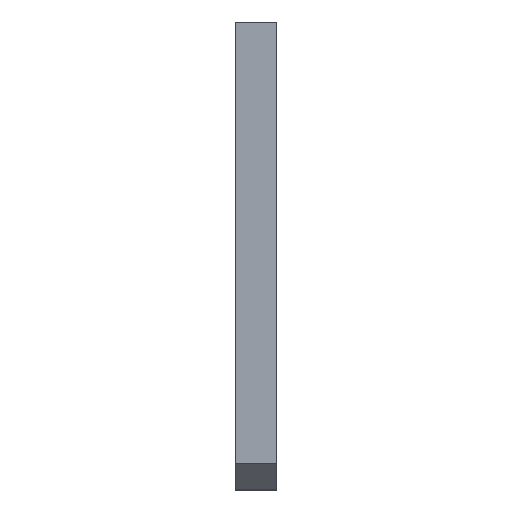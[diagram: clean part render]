
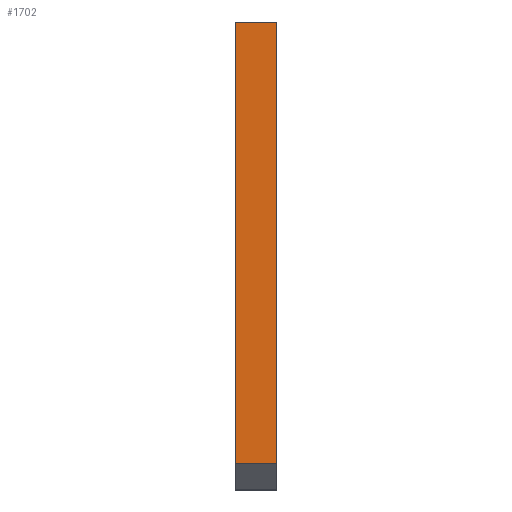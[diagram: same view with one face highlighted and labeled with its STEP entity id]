
A CAD part, left-side view. The second image highlights one B-rep face of the part: STEP entity #1702.
In plain terms, the highlighted planar face has unit normal (-1, 0, 0).
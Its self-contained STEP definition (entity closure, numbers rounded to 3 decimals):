
#34 = ORIENTED_EDGE ( 'NONE', *, *, #573, .F. ) ;
#58 = ORIENTED_EDGE ( 'NONE', *, *, #226, .F. ) ;
#96 = VECTOR ( 'NONE', #510, 1000. ) ;
#185 = VERTEX_POINT ( 'NONE', #1187 ) ;
#193 = DIRECTION ( 'NONE',  ( 1., 0., 0. ) ) ;
#200 = EDGE_CURVE ( 'NONE', #1576, #1015, #1634, .T. ) ;
#226 = EDGE_CURVE ( 'NONE', #683, #185, #1380, .T. ) ;
#328 = VECTOR ( 'NONE', #1317, 1000. ) ;
#412 = LINE ( 'NONE', #852, #676 ) ;
#510 = DIRECTION ( 'NONE',  ( 0., 0., 1. ) ) ;
#524 = AXIS2_PLACEMENT_3D ( 'NONE', #877, #193, #1427 ) ;
#573 = EDGE_CURVE ( 'NONE', #185, #1015, #716, .T. ) ;
#586 = PLANE ( 'NONE',  #524 ) ;
#609 = CARTESIAN_POINT ( 'NONE',  ( -37.5, 2., 22.5 ) ) ;
#644 = CARTESIAN_POINT ( 'NONE',  ( -37.5, -2., 22.5 ) ) ;
#670 = CARTESIAN_POINT ( 'NONE',  ( -37.5, 2., -20. ) ) ;
#676 = VECTOR ( 'NONE', #1763, 1000. ) ;
#683 = VERTEX_POINT ( 'NONE', #670 ) ;
#696 = VECTOR ( 'NONE', #890, 1000. ) ;
#708 = CARTESIAN_POINT ( 'NONE',  ( -37.5, -2., -20. ) ) ;
#716 = LINE ( 'NONE', #609, #696 ) ;
#811 = CARTESIAN_POINT ( 'NONE',  ( -37.5, 2., -22.5 ) ) ;
#852 = CARTESIAN_POINT ( 'NONE',  ( -37.5, 2., -20. ) ) ;
#877 = CARTESIAN_POINT ( 'NONE',  ( -37.5, 2., -22.5 ) ) ;
#890 = DIRECTION ( 'NONE',  ( 0., -1., 0. ) ) ;
#895 = EDGE_CURVE ( 'NONE', #683, #1576, #412, .T. ) ;
#1015 = VERTEX_POINT ( 'NONE', #644 ) ;
#1187 = CARTESIAN_POINT ( 'NONE',  ( -37.5, 2., 22.5 ) ) ;
#1264 = EDGE_LOOP ( 'NONE', ( #58, #1428, #1733, #34 ) ) ;
#1317 = DIRECTION ( 'NONE',  ( 0., 0., 1. ) ) ;
#1327 = CARTESIAN_POINT ( 'NONE',  ( -37.5, -2., -22.5 ) ) ;
#1374 = FACE_OUTER_BOUND ( 'NONE', #1264, .T. ) ;
#1380 = LINE ( 'NONE', #811, #96 ) ;
#1427 = DIRECTION ( 'NONE',  ( 0., 0., -1. ) ) ;
#1428 = ORIENTED_EDGE ( 'NONE', *, *, #895, .T. ) ;
#1576 = VERTEX_POINT ( 'NONE', #708 ) ;
#1634 = LINE ( 'NONE', #1327, #328 ) ;
#1702 = ADVANCED_FACE ( 'NONE', ( #1374 ), #586, .F. ) ;
#1733 = ORIENTED_EDGE ( 'NONE', *, *, #200, .T. ) ;
#1763 = DIRECTION ( 'NONE',  ( 0., -1., 0. ) ) ;
